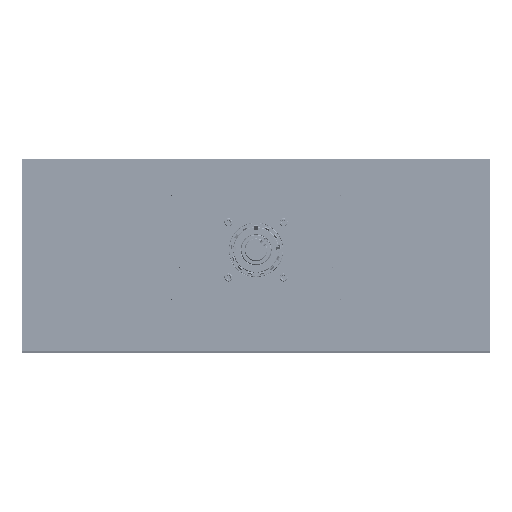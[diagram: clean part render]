
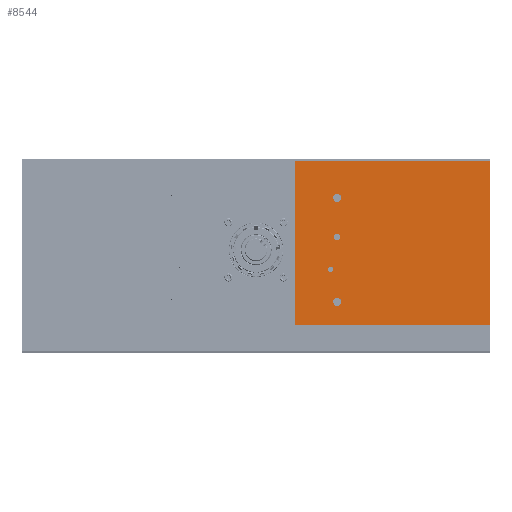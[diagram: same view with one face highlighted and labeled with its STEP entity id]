
A CAD part, top view. The second image highlights one B-rep face of the part: STEP entity #8544.
In plain terms, the highlighted planar face has unit normal (0, 0, 1).
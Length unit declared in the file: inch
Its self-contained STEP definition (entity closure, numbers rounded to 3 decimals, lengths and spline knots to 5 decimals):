
#576 = CIRCLE ( 'NONE', #60959, 0.1005 ) ;
#1736 = AXIS2_PLACEMENT_3D ( 'NONE', #203404, #47758, #116551 ) ;
#3548 = CARTESIAN_POINT ( 'NONE',  ( 2.96875, 0.875, 1.75 ) ) ;
#5060 = DIRECTION ( 'NONE',  ( 0., 0., 1. ) ) ;
#8164 = VERTEX_POINT ( 'NONE', #81114 ) ;
#8544 = ADVANCED_FACE ( 'NONE', ( #145898, #129127, #180337, #130244, #9137 ), #146988, .T. ) ;
#9137 = FACE_BOUND ( 'NONE', #48009, .T. ) ;
#10254 = CARTESIAN_POINT ( 'NONE',  ( 135., -0.1875, 1.75 ) ) ;
#10759 = DIRECTION ( 'NONE',  ( 1., 0., 0. ) ) ;
#11969 = CARTESIAN_POINT ( 'NONE',  ( 3.28125, 0.875, 1.75 ) ) ;
#12588 = VECTOR ( 'NONE', #114774, 39.37008 ) ;
#17400 = LINE ( 'NONE', #35168, #205071 ) ;
#18573 = DIRECTION ( 'NONE',  ( 1., 0., 0. ) ) ;
#20617 = ORIENTED_EDGE ( 'NONE', *, *, #34367, .F. ) ;
#22008 = EDGE_CURVE ( 'NONE', #102506, #187652, #127185, .T. ) ;
#22016 = ORIENTED_EDGE ( 'NONE', *, *, #201489, .F. ) ;
#22402 = DIRECTION ( 'NONE',  ( 0., 0., 1. ) ) ;
#26113 = ORIENTED_EDGE ( 'NONE', *, *, #70852, .F. ) ;
#26805 = ORIENTED_EDGE ( 'NONE', *, *, #119496, .T. ) ;
#27430 = DIRECTION ( 'NONE',  ( 0., 0., 1. ) ) ;
#28285 = AXIS2_PLACEMENT_3D ( 'NONE', #95303, #163147, #10759 ) ;
#31437 = AXIS2_PLACEMENT_3D ( 'NONE', #117308, #53972, #118416 ) ;
#33887 = VERTEX_POINT ( 'NONE', #182870 ) ;
#34367 = EDGE_CURVE ( 'NONE', #201362, #171898, #204470, .T. ) ;
#35168 = CARTESIAN_POINT ( 'NONE',  ( 9., -0.1875, 1.75 ) ) ;
#40870 = CIRCLE ( 'NONE', #48041, 0.15625 ) ;
#44241 = LINE ( 'NONE', #159923, #78291 ) ;
#47758 = DIRECTION ( 'NONE',  ( 0., 0., 1. ) ) ;
#48009 = EDGE_LOOP ( 'NONE', ( #22016, #152478 ) ) ;
#48041 = AXIS2_PLACEMENT_3D ( 'NONE', #79843, #93260, #77641 ) ;
#53972 = DIRECTION ( 'NONE',  ( 0., 0., 1. ) ) ;
#54641 = DIRECTION ( 'NONE',  ( 1., 0., 0. ) ) ;
#55871 = EDGE_LOOP ( 'NONE', ( #93587, #193275 ) ) ;
#57788 = EDGE_CURVE ( 'NONE', #33887, #8164, #127034, .T. ) ;
#59768 = CARTESIAN_POINT ( 'NONE',  ( 2.9755, 2.125, 1.75 ) ) ;
#60959 = AXIS2_PLACEMENT_3D ( 'NONE', #157475, #5060, #18573 ) ;
#65638 = LINE ( 'NONE', #165736, #201803 ) ;
#66210 = EDGE_CURVE ( 'NONE', #171898, #201362, #212211, .T. ) ;
#70852 = EDGE_CURVE ( 'NONE', #168246, #196856, #184396, .T. ) ;
#75831 = CARTESIAN_POINT ( 'NONE',  ( 9., 0., 1.75 ) ) ;
#76643 = VERTEX_POINT ( 'NONE', #59768 ) ;
#77313 = AXIS2_PLACEMENT_3D ( 'NONE', #196433, #27430, #108582 ) ;
#77641 = DIRECTION ( 'NONE',  ( 1., 0., 0. ) ) ;
#78291 = VECTOR ( 'NONE', #146490, 39.37008 ) ;
#79843 = CARTESIAN_POINT ( 'NONE',  ( 3.125, 4.875, 1.75 ) ) ;
#79999 = EDGE_LOOP ( 'NONE', ( #80250, #134881, #199766, #26805 ) ) ;
#80250 = ORIENTED_EDGE ( 'NONE', *, *, #57788, .F. ) ;
#81114 = CARTESIAN_POINT ( 'NONE',  ( 1.5, 6.3125, 1.75 ) ) ;
#87989 = CARTESIAN_POINT ( 'NONE',  ( 3.125, 3.375, 1.75 ) ) ;
#88190 = CARTESIAN_POINT ( 'NONE',  ( 9., 6.3125, 1.75 ) ) ;
#93260 = DIRECTION ( 'NONE',  ( 0., 0., 1. ) ) ;
#93587 = ORIENTED_EDGE ( 'NONE', *, *, #22008, .F. ) ;
#93706 = DIRECTION ( 'NONE',  ( 1., 0., 0. ) ) ;
#95303 = CARTESIAN_POINT ( 'NONE',  ( 3.125, 4.875, 1.75 ) ) ;
#97278 = EDGE_LOOP ( 'NONE', ( #20617, #146920 ) ) ;
#102506 = VERTEX_POINT ( 'NONE', #133603 ) ;
#106106 = EDGE_CURVE ( 'NONE', #187652, #102506, #210419, .T. ) ;
#106784 = ORIENTED_EDGE ( 'NONE', *, *, #114125, .F. ) ;
#106913 = EDGE_LOOP ( 'NONE', ( #106784, #26113 ) ) ;
#108582 = DIRECTION ( 'NONE',  ( 1., 0., 0. ) ) ;
#110452 = CARTESIAN_POINT ( 'NONE',  ( 1.5, -1.125, 1.75 ) ) ;
#114125 = EDGE_CURVE ( 'NONE', #196856, #168246, #40870, .T. ) ;
#114774 = DIRECTION ( 'NONE',  ( 0., 1., 0. ) ) ;
#116551 = DIRECTION ( 'NONE',  ( 1., 0., 0. ) ) ;
#117308 = CARTESIAN_POINT ( 'NONE',  ( 3.125, 3.375, 1.75 ) ) ;
#118416 = DIRECTION ( 'NONE',  ( 1., 0., 0. ) ) ;
#118877 = CARTESIAN_POINT ( 'NONE',  ( 2.7745, 2.125, 1.75 ) ) ;
#119496 = EDGE_CURVE ( 'NONE', #187693, #8164, #44241, .T. ) ;
#127034 = LINE ( 'NONE', #110452, #12588 ) ;
#127185 = CIRCLE ( 'NONE', #31437, 0.125 ) ;
#127218 = CARTESIAN_POINT ( 'NONE',  ( 3.28125, 4.875, 1.75 ) ) ;
#128961 = DIRECTION ( 'NONE',  ( -1., 0., 0. ) ) ;
#129127 = FACE_BOUND ( 'NONE', #55871, .T. ) ;
#130244 = FACE_BOUND ( 'NONE', #106913, .T. ) ;
#133603 = CARTESIAN_POINT ( 'NONE',  ( 3.25, 3.375, 1.75 ) ) ;
#134881 = ORIENTED_EDGE ( 'NONE', *, *, #164668, .F. ) ;
#145898 = FACE_OUTER_BOUND ( 'NONE', #79999, .T. ) ;
#146490 = DIRECTION ( 'NONE',  ( -1., 0., 0. ) ) ;
#146920 = ORIENTED_EDGE ( 'NONE', *, *, #66210, .F. ) ;
#146988 = PLANE ( 'NONE',  #201977 ) ;
#151126 = AXIS2_PLACEMENT_3D ( 'NONE', #159124, #22402, #54641 ) ;
#152478 = ORIENTED_EDGE ( 'NONE', *, *, #196414, .F. ) ;
#152716 = CARTESIAN_POINT ( 'NONE',  ( 3., 3.375, 1.75 ) ) ;
#154142 = DIRECTION ( 'NONE',  ( 0., 1., 0. ) ) ;
#157475 = CARTESIAN_POINT ( 'NONE',  ( 2.875, 2.125, 1.75 ) ) ;
#159124 = CARTESIAN_POINT ( 'NONE',  ( 3.125, 0.875, 1.75 ) ) ;
#159923 = CARTESIAN_POINT ( 'NONE',  ( 135., 6.3125, 1.75 ) ) ;
#163147 = DIRECTION ( 'NONE',  ( 0., 0., 1. ) ) ;
#164668 = EDGE_CURVE ( 'NONE', #216281, #33887, #65638, .T. ) ;
#165736 = CARTESIAN_POINT ( 'NONE',  ( -9.68207, 0., 1.75 ) ) ;
#165827 = VERTEX_POINT ( 'NONE', #118877 ) ;
#168246 = VERTEX_POINT ( 'NONE', #201958 ) ;
#171898 = VERTEX_POINT ( 'NONE', #3548 ) ;
#180337 = FACE_BOUND ( 'NONE', #97278, .T. ) ;
#182870 = CARTESIAN_POINT ( 'NONE',  ( 1.5, 0., 1.75 ) ) ;
#184396 = CIRCLE ( 'NONE', #28285, 0.15625 ) ;
#187652 = VERTEX_POINT ( 'NONE', #152716 ) ;
#187693 = VERTEX_POINT ( 'NONE', #88190 ) ;
#189223 = DIRECTION ( 'NONE',  ( 0., 0., 1. ) ) ;
#193275 = ORIENTED_EDGE ( 'NONE', *, *, #106106, .F. ) ;
#193584 = CIRCLE ( 'NONE', #1736, 0.1005 ) ;
#196414 = EDGE_CURVE ( 'NONE', #165827, #76643, #193584, .T. ) ;
#196433 = CARTESIAN_POINT ( 'NONE',  ( 3.125, 0.875, 1.75 ) ) ;
#196856 = VERTEX_POINT ( 'NONE', #127218 ) ;
#199766 = ORIENTED_EDGE ( 'NONE', *, *, #214674, .T. ) ;
#201362 = VERTEX_POINT ( 'NONE', #11969 ) ;
#201489 = EDGE_CURVE ( 'NONE', #76643, #165827, #576, .T. ) ;
#201803 = VECTOR ( 'NONE', #128961, 39.37008 ) ;
#201958 = CARTESIAN_POINT ( 'NONE',  ( 2.96875, 4.875, 1.75 ) ) ;
#201977 = AXIS2_PLACEMENT_3D ( 'NONE', #10254, #214841, #93706 ) ;
#203404 = CARTESIAN_POINT ( 'NONE',  ( 2.875, 2.125, 1.75 ) ) ;
#204470 = CIRCLE ( 'NONE', #151126, 0.15625 ) ;
#205071 = VECTOR ( 'NONE', #154142, 39.37008 ) ;
#206955 = DIRECTION ( 'NONE',  ( 1., 0., 0. ) ) ;
#206966 = AXIS2_PLACEMENT_3D ( 'NONE', #87989, #189223, #206955 ) ;
#210419 = CIRCLE ( 'NONE', #206966, 0.125 ) ;
#212211 = CIRCLE ( 'NONE', #77313, 0.15625 ) ;
#214674 = EDGE_CURVE ( 'NONE', #216281, #187693, #17400, .T. ) ;
#214841 = DIRECTION ( 'NONE',  ( 0., 0., 1. ) ) ;
#216281 = VERTEX_POINT ( 'NONE', #75831 ) ;
